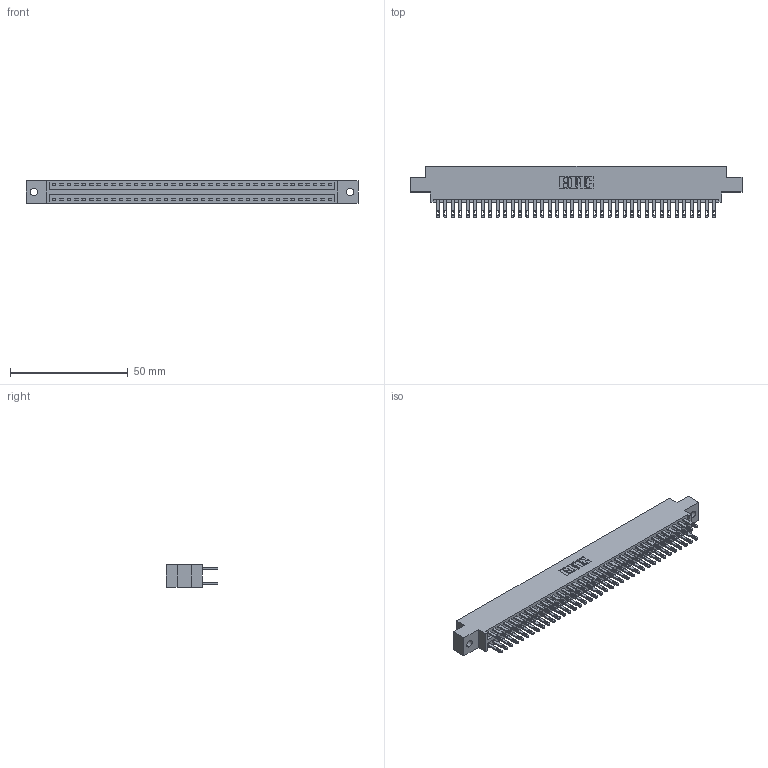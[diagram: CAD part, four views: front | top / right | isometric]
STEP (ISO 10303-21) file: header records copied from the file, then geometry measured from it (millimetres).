
FILE_DESCRIPTION (( 'STEP AP203' ), '1' );
FILE_NAME ('896-076-500-802.STEP', '2021-07-28T01:44:38', ( '' ), ( '' ), 'SwSTEP 2.0', 'SolidWorks 2020', '' );
FILE_SCHEMA (( 'CONFIG_CONTROL_DESIGN' ));
Length unit declared in the file: inch
Products named in the file (3): 345-292-001_345-293-100; 846 Part_0.170 Offset - 0.128 Dia; 896-076-500-802
Assembly tree (77 placements, depth 2):
  896-076-500-802
    846 Part_0.170 Offset - 0.128 Dia
    345-292-001_345-293-100  x76
Bounding box: 141.22 x 21.84 x 9.4 mm (x, y, z)
Volume: 13781 mm3; surface area: 19585.8 mm2
Topology: 77 solids, 77 shells, 3774 faces, 11513 edges, 7674 vertices
Faces by surface type: plane 2284, cylinder 1490
Entity records: 25403 total; most frequent: CARTESIAN_POINT 4192, ORIENTED_EDGE 4126, DIRECTION 3747, EDGE_CURVE 2063, LINE 1775, VECTOR 1775, VERTEX_POINT 1374, AXIS2_PLACEMENT_3D 986
